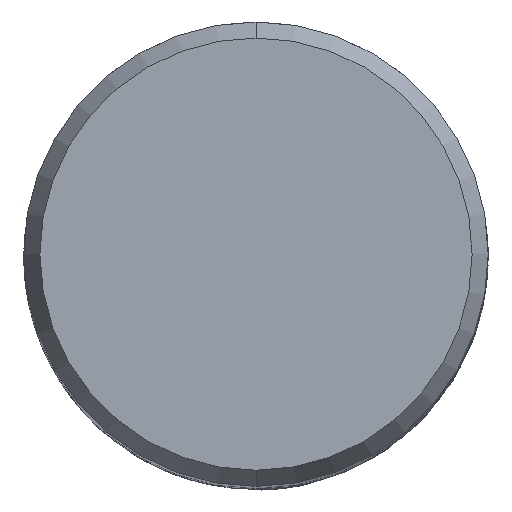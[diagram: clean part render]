
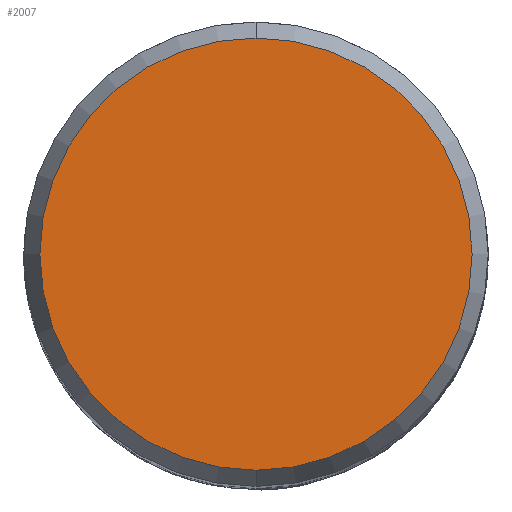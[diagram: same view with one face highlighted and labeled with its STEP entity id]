
A CAD part, top view. The second image highlights one B-rep face of the part: STEP entity #2007.
In plain terms, the highlighted planar face has unit normal (0, 0, 1).
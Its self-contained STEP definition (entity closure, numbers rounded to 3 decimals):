
#879=VERTEX_POINT('',#2416);
#1823=VERTEX_POINT('',#3450);
#2007=ADVANCED_FACE('',(#3655),#3656,.T.);
#2035=EDGE_CURVE('',#879,#1823,#3685,.T.);
#2211=EDGE_CURVE('',#1823,#879,#3872,.T.);
#2416=CARTESIAN_POINT('',(0.,-9.307,0.0));
#3450=CARTESIAN_POINT('',(0.0,9.307,0.0));
#3655=FACE_OUTER_BOUND('',#15047,.T.);
#3656=PLANE('',#15048);
#3685=CIRCLE('',#15512,9.307);
#3872=CIRCLE('',#16235,9.307);
#15047=EDGE_LOOP('',(#18158,#18159));
#15048=AXIS2_PLACEMENT_3D('',#18160,#18161,#18162);
#15512=AXIS2_PLACEMENT_3D('',#18174,#18175,#18176);
#16235=AXIS2_PLACEMENT_3D('',#18336,#18337,#18338);
#18158=ORIENTED_EDGE('',*,*,#2211,.F.);
#18159=ORIENTED_EDGE('',*,*,#2035,.F.);
#18160=CARTESIAN_POINT('',(0.0,4.654,0.0));
#18161=DIRECTION('',(-0.0,0.0,1.0));
#18162=DIRECTION('',(0.0,-1.0,0.0));
#18174=CARTESIAN_POINT('',(0.0,0.0,0.0));
#18175=DIRECTION('',(0.0,0.0,-1.0));
#18176=DIRECTION('',(0.0,1.0,0.0));
#18336=CARTESIAN_POINT('',(0.0,0.0,0.0));
#18337=DIRECTION('',(0.0,0.0,-1.0));
#18338=DIRECTION('',(0.0,1.0,0.0));
